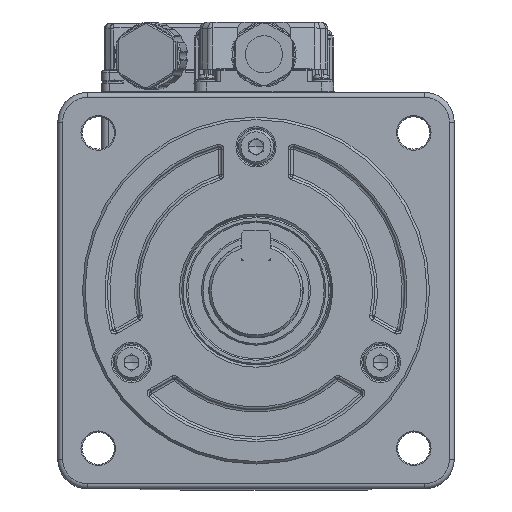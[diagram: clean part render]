
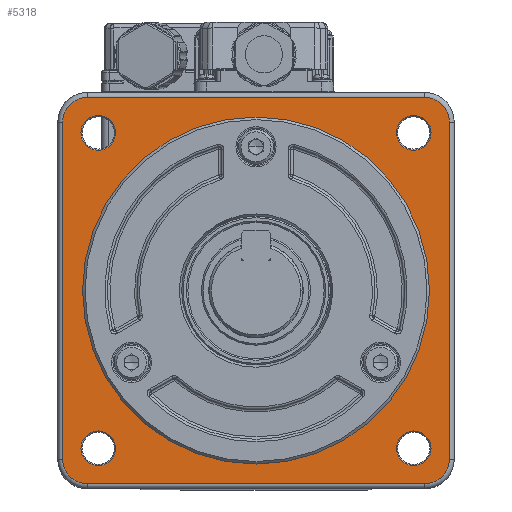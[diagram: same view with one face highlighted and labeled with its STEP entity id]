
A CAD part, top view. The second image highlights one B-rep face of the part: STEP entity #5318.
In plain terms, the highlighted planar face has unit normal (0, 0, 1).
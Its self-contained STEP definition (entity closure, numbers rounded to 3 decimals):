
#4297=CARTESIAN_POINT('',(-34.,39.,-3.));
#4298=VERTEX_POINT('',#4297);
#4306=CARTESIAN_POINT('',(34.,39.,-3.));
#4307=VERTEX_POINT('',#4306);
#4308=CARTESIAN_POINT('',(-34.,39.,-3.));
#4309=DIRECTION('',(1.,0.,0.));
#4310=VECTOR('',#4309,68.);
#4311=LINE('',#4308,#4310);
#4312=EDGE_CURVE('',#4298,#4307,#4311,.T.);
#5184=CARTESIAN_POINT('',(-39.,34.,-3.));
#5185=VERTEX_POINT('',#5184);
#5193=CARTESIAN_POINT('',(-34.,34.,-3.));
#5194=DIRECTION('',(-1.,0.,0.));
#5195=DIRECTION('',(0.,0.,-1.));
#5196=AXIS2_PLACEMENT_3D('',#5193,#5195,#5194);
#5197=CIRCLE('',#5196,5.);
#5198=EDGE_CURVE('',#5185,#4298,#5197,.T.);
#5205=CARTESIAN_POINT('',(0.,0.,-3.));
#5206=DIRECTION('',(0.,1.,0.));
#5207=DIRECTION('',(0.,-0.,1.));
#5208=AXIS2_PLACEMENT_3D('',#5205,#5207,#5206);
#5209=PLANE('',#5208);
#5210=CARTESIAN_POINT('',(39.,-34.,-3.));
#5211=VERTEX_POINT('',#5210);
#5212=CARTESIAN_POINT('',(39.,34.,-3.));
#5213=VERTEX_POINT('',#5212);
#5214=CARTESIAN_POINT('',(39.,-34.,-3.));
#5215=DIRECTION('',(0.,1.,0.));
#5216=VECTOR('',#5215,68.);
#5217=LINE('',#5214,#5216);
#5218=EDGE_CURVE('',#5211,#5213,#5217,.T.);
#5219=ORIENTED_EDGE('',*,*,#5218,.T.);
#5220=CARTESIAN_POINT('',(34.,34.,-3.));
#5221=DIRECTION('',(1.,0.,0.));
#5222=DIRECTION('',(0.,0.,1.));
#5223=AXIS2_PLACEMENT_3D('',#5220,#5222,#5221);
#5224=CIRCLE('',#5223,5.);
#5225=EDGE_CURVE('',#5213,#4307,#5224,.T.);
#5226=ORIENTED_EDGE('',*,*,#5225,.T.);
#5227=ORIENTED_EDGE('',*,*,#4312,.F.);
#5228=ORIENTED_EDGE('',*,*,#5198,.F.);
#5229=CARTESIAN_POINT('',(-39.,-34.,-3.));
#5230=VERTEX_POINT('',#5229);
#5231=CARTESIAN_POINT('',(-39.,34.,-3.));
#5232=DIRECTION('',(0.,-1.,0.));
#5233=VECTOR('',#5232,68.);
#5234=LINE('',#5231,#5233);
#5235=EDGE_CURVE('',#5185,#5230,#5234,.T.);
#5236=ORIENTED_EDGE('',*,*,#5235,.T.);
#5237=CARTESIAN_POINT('',(-34.,-39.,-3.));
#5238=VERTEX_POINT('',#5237);
#5239=CARTESIAN_POINT('',(-34.,-34.,-3.));
#5240=DIRECTION('',(-1.,0.,0.));
#5241=DIRECTION('',(0.,0.,1.));
#5242=AXIS2_PLACEMENT_3D('',#5239,#5241,#5240);
#5243=CIRCLE('',#5242,5.);
#5244=EDGE_CURVE('',#5230,#5238,#5243,.T.);
#5245=ORIENTED_EDGE('',*,*,#5244,.T.);
#5246=CARTESIAN_POINT('',(34.,-39.,-3.));
#5247=VERTEX_POINT('',#5246);
#5248=CARTESIAN_POINT('',(-34.,-39.,-3.));
#5249=DIRECTION('',(1.,0.,0.));
#5250=VECTOR('',#5249,68.);
#5251=LINE('',#5248,#5250);
#5252=EDGE_CURVE('',#5238,#5247,#5251,.T.);
#5253=ORIENTED_EDGE('',*,*,#5252,.T.);
#5254=CARTESIAN_POINT('',(34.,-34.,-3.));
#5255=DIRECTION('',(0.,-1.,0.));
#5256=DIRECTION('',(0.,0.,1.));
#5257=AXIS2_PLACEMENT_3D('',#5254,#5256,#5255);
#5258=CIRCLE('',#5257,5.);
#5259=EDGE_CURVE('',#5247,#5211,#5258,.T.);
#5260=ORIENTED_EDGE('',*,*,#5259,.T.);
#5261=EDGE_LOOP('',(#5219,#5226,#5227,#5228,#5236,#5245,#5253,#5260));
#5262=FACE_OUTER_BOUND('',#5261,.T.);
#5263=CARTESIAN_POINT('',(28.32,-31.82,-3.));
#5264=VERTEX_POINT('',#5263);
#5265=CARTESIAN_POINT('',(31.82,-31.82,-3.));
#5266=DIRECTION('',(-1.,0.,0.));
#5267=DIRECTION('',(0.,0.,1.));
#5268=AXIS2_PLACEMENT_3D('',#5265,#5267,#5266);
#5269=CIRCLE('',#5268,3.5);
#5270=EDGE_CURVE('',#5264,#5264,#5269,.T.);
#5271=ORIENTED_EDGE('',*,*,#5270,.F.);
#5272=EDGE_LOOP('',(#5271));
#5273=FACE_BOUND('',#5272,.T.);
#5274=CARTESIAN_POINT('',(28.32,31.82,-3.));
#5275=VERTEX_POINT('',#5274);
#5276=CARTESIAN_POINT('',(31.82,31.82,-3.));
#5277=DIRECTION('',(-1.,0.,0.));
#5278=DIRECTION('',(0.,0.,1.));
#5279=AXIS2_PLACEMENT_3D('',#5276,#5278,#5277);
#5280=CIRCLE('',#5279,3.5);
#5281=EDGE_CURVE('',#5275,#5275,#5280,.T.);
#5282=ORIENTED_EDGE('',*,*,#5281,.F.);
#5283=EDGE_LOOP('',(#5282));
#5284=FACE_BOUND('',#5283,.T.);
#5285=CARTESIAN_POINT('',(-35.32,-31.82,-3.));
#5286=VERTEX_POINT('',#5285);
#5287=CARTESIAN_POINT('',(-31.82,-31.82,-3.));
#5288=DIRECTION('',(-1.,0.,0.));
#5289=DIRECTION('',(0.,0.,1.));
#5290=AXIS2_PLACEMENT_3D('',#5287,#5289,#5288);
#5291=CIRCLE('',#5290,3.5);
#5292=EDGE_CURVE('',#5286,#5286,#5291,.T.);
#5293=ORIENTED_EDGE('',*,*,#5292,.F.);
#5294=EDGE_LOOP('',(#5293));
#5295=FACE_BOUND('',#5294,.T.);
#5296=CARTESIAN_POINT('',(-35.32,31.82,-3.));
#5297=VERTEX_POINT('',#5296);
#5298=CARTESIAN_POINT('',(-31.82,31.82,-3.));
#5299=DIRECTION('',(-1.,0.,0.));
#5300=DIRECTION('',(0.,0.,1.));
#5301=AXIS2_PLACEMENT_3D('',#5298,#5300,#5299);
#5302=CIRCLE('',#5301,3.5);
#5303=EDGE_CURVE('',#5297,#5297,#5302,.T.);
#5304=ORIENTED_EDGE('',*,*,#5303,.F.);
#5305=EDGE_LOOP('',(#5304));
#5306=FACE_BOUND('',#5305,.T.);
#5307=CARTESIAN_POINT('',(-35.,0.,-3.));
#5308=VERTEX_POINT('',#5307);
#5309=CARTESIAN_POINT('',(0.,0.,-3.));
#5310=DIRECTION('',(-1.,0.,0.));
#5311=DIRECTION('',(0.,0.,1.));
#5312=AXIS2_PLACEMENT_3D('',#5309,#5311,#5310);
#5313=CIRCLE('',#5312,35.);
#5314=EDGE_CURVE('',#5308,#5308,#5313,.T.);
#5315=ORIENTED_EDGE('',*,*,#5314,.F.);
#5316=EDGE_LOOP('',(#5315));
#5317=FACE_BOUND('',#5316,.T.);
#5318=ADVANCED_FACE('',(#5262,#5273,#5284,#5295,#5306,#5317),#5209,.T.);
